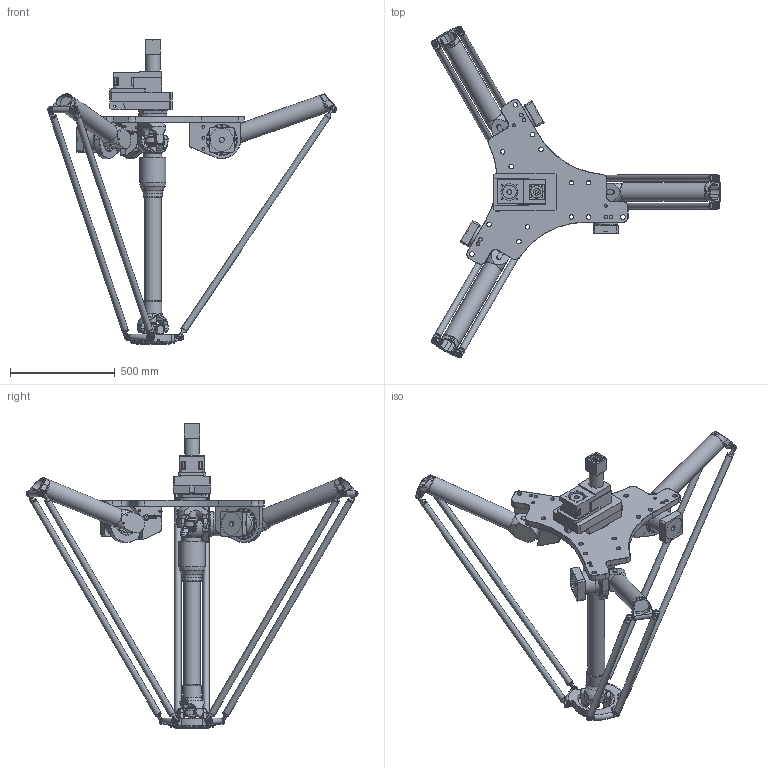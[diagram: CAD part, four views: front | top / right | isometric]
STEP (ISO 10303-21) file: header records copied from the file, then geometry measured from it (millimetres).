
FILE_DESCRIPTION(/* description */ (''),/* implementation_level */ '2;1');
FILE_NAME(/* name */ '3D-model_A_00830-T1.stp',/* time_stamp */ '2022-03-04T10:57:34+01:00',/* author */ ('michael.schutter'),/* organization */ ('Majatronic'),/* preprocessor_version */ 'ST-DEVELOPER v16.5',/* originating_system */ 'Autodesk Inventor 2017',/* authorisation */ '');
FILE_SCHEMA (('AUTOMOTIVE_DESIGN { 1 0 10303 214 3 1 1 }'));
Length unit declared in the file: millimetre
Products named in the file (13): MT_BGR00019665MT_BGR; MT_WST00054870MT_WST; MT_WST00050309MT_WST; MT_WST00069206MT_WST; MT_WST00058679MT_WST; MT_WST00054723MT_WST; MT_WST00061375MT_WST; MT_WST00054722MT_WST; MT_WST00061377MT_WST; MT_WST00058678MT_WST; MT_WST00058681MT_WST; MT_WST00061379MT_WST; MT_WST00066183MT_WST
Assembly tree (25 placements, depth 2):
  MT_BGR00019665MT_BGR
    MT_WST00054870MT_WST
    MT_WST00050309MT_WST  x6
    MT_WST00069206MT_WST  x6
    MT_WST00058679MT_WST
    MT_WST00054723MT_WST
    MT_WST00054722MT_WST  x2
    MT_WST00061375MT_WST
    MT_WST00061377MT_WST
    MT_WST00058678MT_WST
    MT_WST00058681MT_WST
    MT_WST00061379MT_WST  x3
    MT_WST00066183MT_WST
Bounding box: 1381.26 x 1587.12 x 1456.5 mm (x, y, z)
Volume: 51364814.8 mm3; surface area: 3895397.6 mm2
Topology: 25 solids, 58 shells, 3275 faces, 7675 edges, 4872 vertices
Faces by surface type: plane 1701, cylinder 995, cone 351, torus 112, bspline 109, sphere 7
Full cylindrical faces by diameter (mm): 4.917 x18, 5.5 x6, 6.647 x7, 6.8 x4, 8 x76, 8.376 x6, 8.5 x48, 9.6 x3, 10 x4, 11 x1, 12 x22, 13 x2, 13.835 x9, 14 x1, 14.5 x1, 15 x13, 16 x12, 17.294 x6, 18 x48, 19.626 x1, 20 x12, 22 x15, 24 x4, 26 x4, 30 x12, 30.01 x6, 32 x2, 33 x1, 35 x2, 36 x1
Entity records: 70351 total; most frequent: CARTESIAN_POINT 20734, DIRECTION 10385, ORIENTED_EDGE 9136, EDGE_CURVE 4568, AXIS2_PLACEMENT_3D 3871, VERTEX_POINT 3153, EDGE_LOOP 2943, LINE 2643
